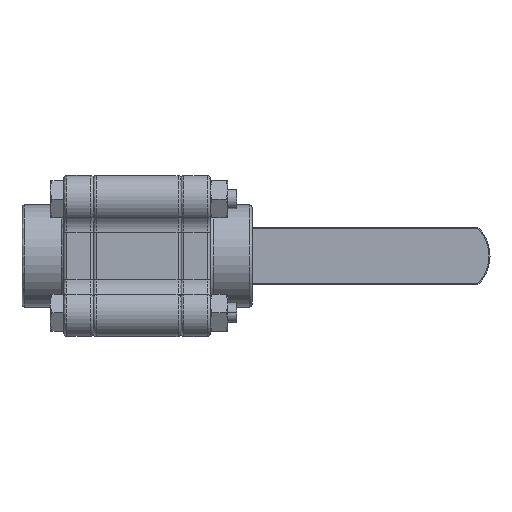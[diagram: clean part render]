
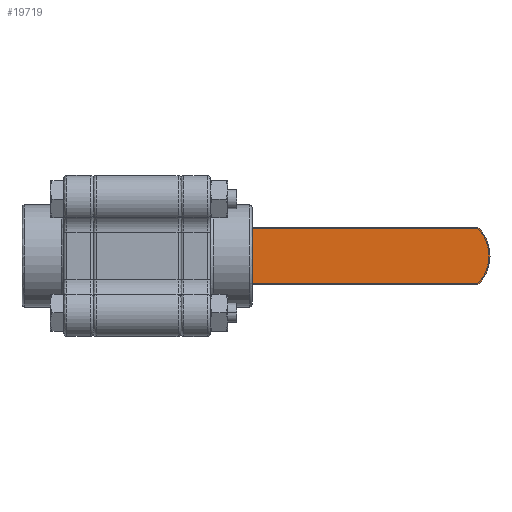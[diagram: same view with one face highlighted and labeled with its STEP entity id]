
A CAD part, front view. The second image highlights one B-rep face of the part: STEP entity #19719.
In plain terms, the highlighted planar face has unit normal (0, -1, 0).
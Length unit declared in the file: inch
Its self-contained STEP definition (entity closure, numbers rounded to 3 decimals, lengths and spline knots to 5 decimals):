
#2175 = LINE ( 'NONE', #6573, #4946 ) ;
#4554 = DIRECTION ( 'NONE',  ( 0., 0., -1. ) ) ;
#4946 = VECTOR ( 'NONE', #21160, 39.37008 ) ;
#6573 = CARTESIAN_POINT ( 'NONE',  ( 0., -0.07874, 0.517 ) ) ;
#7327 = VERTEX_POINT ( 'NONE', #10182 ) ;
#8012 = VECTOR ( 'NONE', #24894, 39.37008 ) ;
#9224 = ORIENTED_EDGE ( 'NONE', *, *, #23408, .T. ) ;
#9486 = ORIENTED_EDGE ( 'NONE', *, *, #17693, .T. ) ;
#10182 = CARTESIAN_POINT ( 'NONE',  ( 4.11468, -0.07874, -0.517 ) ) ;
#10481 = AXIS2_PLACEMENT_3D ( 'NONE', #28603, #30829, #4554 ) ;
#12151 = CARTESIAN_POINT ( 'NONE',  ( 0., -0.07874, -0.517 ) ) ;
#12376 = EDGE_CURVE ( 'Edge6', #31203, #7327, #15154, .T. ) ;
#13115 = AXIS2_PLACEMENT_3D ( 'NONE', #16311, #25976, #13937 ) ;
#13937 = DIRECTION ( 'NONE',  ( 0., 0., -1. ) ) ;
#14026 = FACE_OUTER_BOUND ( 'NONE', #17278, .T. ) ;
#14915 = CARTESIAN_POINT ( 'NONE',  ( 4.11468, -0.07874, 0.517 ) ) ;
#15125 = CIRCLE ( 'NONE', #13115, 0.72835 ) ;
#15154 = LINE ( 'NONE', #12151, #21337 ) ;
#15217 = CARTESIAN_POINT ( 'NONE',  ( 4.11468, -0.07874, 0.517 ) ) ;
#16311 = CARTESIAN_POINT ( 'NONE',  ( 3.60165, -0.07874, 0. ) ) ;
#17278 = EDGE_LOOP ( 'NONE', ( #9224, #18846, #9486, #27805 ) ) ;
#17693 = EDGE_CURVE ( 'NONE', #20659, #31203, #2175, .T. ) ;
#18846 = ORIENTED_EDGE ( 'NONE', *, *, #19074, .T. ) ;
#19074 = EDGE_CURVE ( 'Edge29', #24066, #20659, #26787, .T. ) ;
#19719 = ADVANCED_FACE ( 'Face9', ( #14026 ), #21188, .T. ) ;
#20659 = VERTEX_POINT ( 'NONE', #30102 ) ;
#21160 = DIRECTION ( 'NONE',  ( 0., 0., -1. ) ) ;
#21188 = PLANE ( 'NONE',  #10481 ) ;
#21337 = VECTOR ( 'NONE', #29584, 39.37008 ) ;
#23408 = EDGE_CURVE ( 'Edge21', #7327, #24066, #15125, .T. ) ;
#24066 = VERTEX_POINT ( 'NONE', #14915 ) ;
#24894 = DIRECTION ( 'NONE',  ( -1., 0., 0. ) ) ;
#25926 = CARTESIAN_POINT ( 'NONE',  ( 0., -0.07874, -0.517 ) ) ;
#25976 = DIRECTION ( 'NONE',  ( 0., -1., 0. ) ) ;
#26787 = LINE ( 'NONE', #15217, #8012 ) ;
#27805 = ORIENTED_EDGE ( 'NONE', *, *, #12376, .T. ) ;
#28603 = CARTESIAN_POINT ( 'NONE',  ( 3.60165, -0.07874, 0. ) ) ;
#29584 = DIRECTION ( 'NONE',  ( 1., 0., 0. ) ) ;
#30102 = CARTESIAN_POINT ( 'NONE',  ( 0., -0.07874, 0.517 ) ) ;
#30829 = DIRECTION ( 'NONE',  ( 0., -1., 0. ) ) ;
#31203 = VERTEX_POINT ( 'NONE', #25926 ) ;
